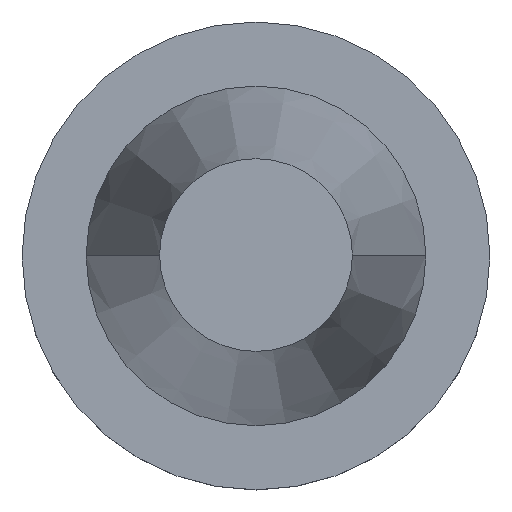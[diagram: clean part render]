
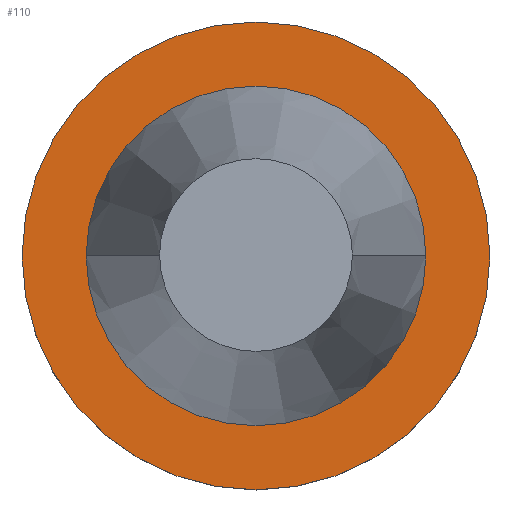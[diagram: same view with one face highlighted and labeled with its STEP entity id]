
A CAD part, top view. The second image highlights one B-rep face of the part: STEP entity #110.
In plain terms, the highlighted planar face has unit normal (0, 0, 1).
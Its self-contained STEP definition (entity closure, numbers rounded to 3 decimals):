
#61=FACE_BOUND('',#180,.T.);
#62=FACE_BOUND('',#181,.T.);
#87=CIRCLE('',#523,48.75);
#88=CIRCLE('',#524,35.392);
#89=CIRCLE('',#525,35.392);
#110=ADVANCED_FACE('',(#61,#62),#141,.F.);
#141=PLANE('',#526);
#180=EDGE_LOOP('',(#239));
#181=EDGE_LOOP('',(#240,#241));
#239=ORIENTED_EDGE('',*,*,#392,.F.);
#240=ORIENTED_EDGE('',*,*,#393,.T.);
#241=ORIENTED_EDGE('',*,*,#394,.T.);
#351=VERTEX_POINT('',#773);
#352=VERTEX_POINT('',#775);
#353=VERTEX_POINT('',#776);
#392=EDGE_CURVE('',#351,#351,#87,.T.);
#393=EDGE_CURVE('',#352,#353,#88,.T.);
#394=EDGE_CURVE('',#353,#352,#89,.T.);
#523=AXIS2_PLACEMENT_3D('',#772,#613,#614);
#524=AXIS2_PLACEMENT_3D('',#774,#615,#616);
#525=AXIS2_PLACEMENT_3D('',#777,#617,#618);
#526=AXIS2_PLACEMENT_3D('',#778,#619,#620);
#613=DIRECTION('',(0.,0.,-1.));
#614=DIRECTION('',(-1.,0.,0.));
#615=DIRECTION('',(0.,0.,-1.));
#616=DIRECTION('',(-1.,0.,0.));
#617=DIRECTION('',(0.,0.,-1.));
#618=DIRECTION('',(-1.,0.,0.));
#619=DIRECTION('',(0.,0.,-1.));
#620=DIRECTION('',(-1.,0.,0.));
#772=CARTESIAN_POINT('',(-0.012,0.,-3.2));
#773=CARTESIAN_POINT('',(-48.762,0.,-3.2));
#774=CARTESIAN_POINT('',(-0.012,0.,-3.2));
#775=CARTESIAN_POINT('',(-35.403,0.,-3.2));
#776=CARTESIAN_POINT('',(35.38,0.,-3.2));
#777=CARTESIAN_POINT('',(-0.012,0.,-3.2));
#778=CARTESIAN_POINT('',(-0.012,-35.392,-3.2));
